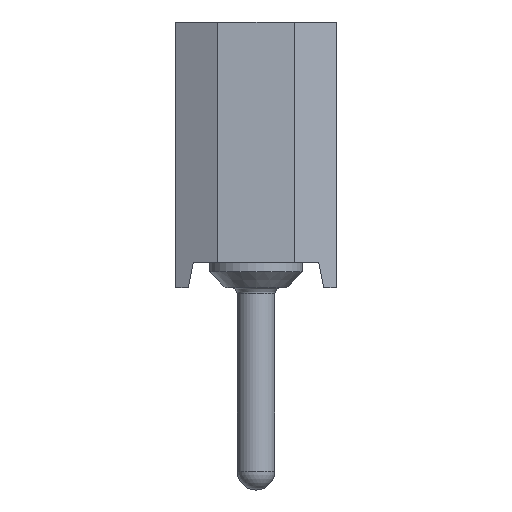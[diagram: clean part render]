
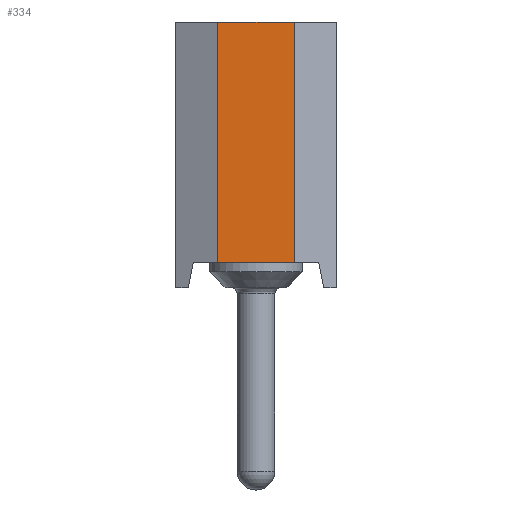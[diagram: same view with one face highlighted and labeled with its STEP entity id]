
A CAD part, left-side view. The second image highlights one B-rep face of the part: STEP entity #334.
In plain terms, the highlighted planar face has unit normal (-1, 0, 0).
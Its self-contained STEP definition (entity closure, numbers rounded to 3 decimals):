
#295=CARTESIAN_POINT('',(-6.35,0.,2.1));
#296=DIRECTION('',(0.,-1.,0.));
#297=DIRECTION('',(-1.,0.,0.));
#298=AXIS2_PLACEMENT_3D('',#295,#297,#296);
#299=PLANE('',#298);
#300=CARTESIAN_POINT('',(-6.35,0.605,0.4));
#301=VERTEX_POINT('',#300);
#302=CARTESIAN_POINT('',(-6.35,-0.605,0.4));
#303=VERTEX_POINT('',#302);
#304=CARTESIAN_POINT('',(-6.35,0.605,0.4));
#305=DIRECTION('',(0.,-1.,0.));
#306=VECTOR('',#305,1.21);
#307=LINE('',#304,#306);
#308=EDGE_CURVE('',#301,#303,#307,.T.);
#309=ORIENTED_EDGE('',*,*,#308,.T.);
#310=CARTESIAN_POINT('',(-6.35,-0.605,4.2));
#311=VERTEX_POINT('',#310);
#312=CARTESIAN_POINT('',(-6.35,-0.605,0.4));
#313=DIRECTION('',(0.,0.,1.));
#314=VECTOR('',#313,3.8);
#315=LINE('',#312,#314);
#316=EDGE_CURVE('',#303,#311,#315,.T.);
#317=ORIENTED_EDGE('',*,*,#316,.T.);
#318=CARTESIAN_POINT('',(-6.35,0.605,4.2));
#319=VERTEX_POINT('',#318);
#320=CARTESIAN_POINT('',(-6.35,-0.605,4.2));
#321=DIRECTION('',(0.,1.,0.));
#322=VECTOR('',#321,1.21);
#323=LINE('',#320,#322);
#324=EDGE_CURVE('',#311,#319,#323,.T.);
#325=ORIENTED_EDGE('',*,*,#324,.T.);
#326=CARTESIAN_POINT('',(-6.35,0.605,4.2));
#327=DIRECTION('',(0.,0.,-1.));
#328=VECTOR('',#327,3.8);
#329=LINE('',#326,#328);
#330=EDGE_CURVE('',#319,#301,#329,.T.);
#331=ORIENTED_EDGE('',*,*,#330,.T.);
#332=EDGE_LOOP('',(#309,#317,#325,#331));
#333=FACE_OUTER_BOUND('',#332,.T.);
#334=ADVANCED_FACE('',(#333),#299,.T.);
